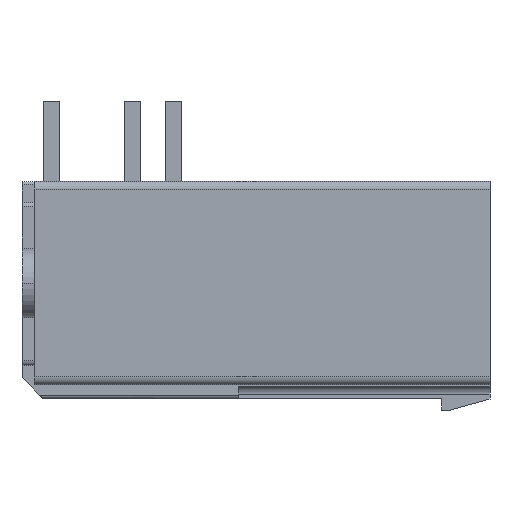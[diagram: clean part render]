
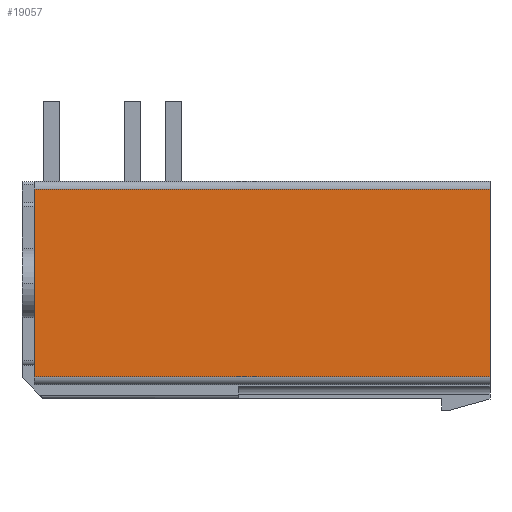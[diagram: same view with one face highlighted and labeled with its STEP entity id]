
A CAD part, front view. The second image highlights one B-rep face of the part: STEP entity #19057.
In plain terms, the highlighted planar face has unit normal (0, -1, 0).
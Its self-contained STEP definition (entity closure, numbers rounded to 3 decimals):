
#1766=DIRECTION('',(0.,0.,1.));
#1767=VECTOR('',#1766,11.733);
#1768=CARTESIAN_POINT('',(14.625,-6.22,-5.055));
#1769=LINE('',#1768,#1767);
#5267=DIRECTION('',(0.,0.,1.));
#5268=VECTOR('',#5267,11.733);
#5269=CARTESIAN_POINT('',(-13.875,-6.22,-5.055));
#5270=LINE('',#5269,#5268);
#6198=DIRECTION('',(-1.,0.,0.));
#6199=VECTOR('',#6198,28.5);
#6200=CARTESIAN_POINT('',(14.625,-6.22,-5.055));
#6201=LINE('',#6200,#6199);
#6202=DIRECTION('',(-1.,0.,0.));
#6203=VECTOR('',#6202,28.5);
#6204=CARTESIAN_POINT('',(14.625,-6.22,6.678));
#6205=LINE('',#6204,#6203);
#10618=CARTESIAN_POINT('',(14.625,-6.22,6.678));
#10620=VERTEX_POINT('',#10618);
#10635=CARTESIAN_POINT('',(14.625,-6.22,-5.055));
#10637=VERTEX_POINT('',#10635);
#10638=CARTESIAN_POINT('',(-13.875,-6.22,6.678));
#10640=VERTEX_POINT('',#10638);
#10643=CARTESIAN_POINT('',(-13.875,-6.22,-5.055));
#10645=VERTEX_POINT('',#10643);
#19045=CARTESIAN_POINT('',(14.625,-6.22,-5.055));
#19046=DIRECTION('',(0.,1.,0.));
#19047=DIRECTION('',(0.,0.,1.));
#19048=AXIS2_PLACEMENT_3D('',#19045,#19046,#19047);
#19049=PLANE('',#19048);
#19050=ORIENTED_EDGE('',*,*,#11767,.F.);
#19051=ORIENTED_EDGE('',*,*,#19040,.T.);
#19052=ORIENTED_EDGE('',*,*,#18099,.T.);
#19054=ORIENTED_EDGE('',*,*,#19053,.F.);
#19055=EDGE_LOOP('',(#19050,#19051,#19052,#19054));
#19056=FACE_OUTER_BOUND('',#19055,.F.);
#19057=ADVANCED_FACE('',(#19056),#19049,.F.);
#11767=EDGE_CURVE('',#10637,#10620,#1769,.T.);
#18099=EDGE_CURVE('',#10645,#10640,#5270,.T.);
#19040=EDGE_CURVE('',#10637,#10645,#6201,.T.);
#19053=EDGE_CURVE('',#10620,#10640,#6205,.T.);
